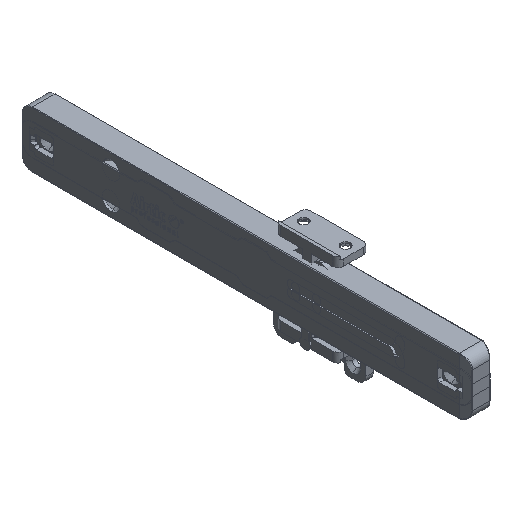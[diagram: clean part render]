
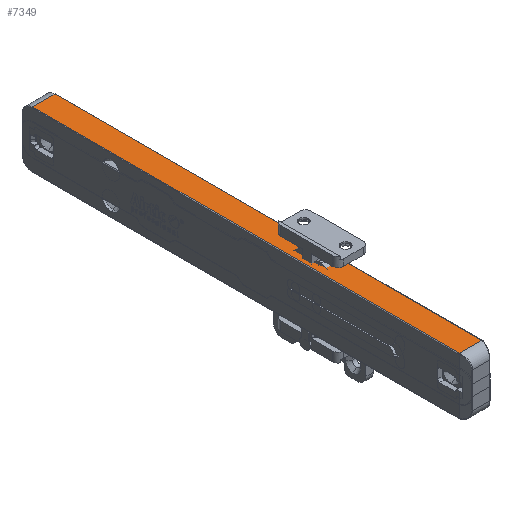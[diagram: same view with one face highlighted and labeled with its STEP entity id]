
A CAD part, isometric view. The second image highlights one B-rep face of the part: STEP entity #7349.
In plain terms, the highlighted planar face has unit normal (0, 0, 1).
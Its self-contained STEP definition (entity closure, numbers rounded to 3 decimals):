
#568 = VECTOR ( 'NONE', #4674, 1000. ) ;
#597 = LINE ( 'NONE', #5096, #568 ) ;
#1944 = ORIENTED_EDGE ( 'NONE', *, *, #23728, .T. ) ;
#4674 = DIRECTION ( 'NONE',  ( 0., -1., 0. ) ) ;
#5096 = CARTESIAN_POINT ( 'NONE',  ( -101.6, -10.2, 12. ) ) ;
#5974 = DIRECTION ( 'NONE',  ( 1., 0., 0. ) ) ;
#6038 = CARTESIAN_POINT ( 'NONE',  ( -60.25, -10.9, 12. ) ) ;
#7296 = VECTOR ( 'NONE', #5974, 1000. ) ;
#7349 = ADVANCED_FACE ( 'NONE', ( #13448 ), #9602, .F. ) ;
#7353 = LINE ( 'NONE', #6038, #7296 ) ;
#8005 = VERTEX_POINT ( 'NONE', #27682 ) ;
#8723 = AXIS2_PLACEMENT_3D ( 'NONE', #10218, #9567, #9508 ) ;
#9008 = EDGE_CURVE ( 'NONE', #15993, #23150, #7353, .T. ) ;
#9178 = CARTESIAN_POINT ( 'NONE',  ( 101.6, -10.9, 12. ) ) ;
#9508 = DIRECTION ( 'NONE',  ( -1., 0., 0. ) ) ;
#9567 = DIRECTION ( 'NONE',  ( 0., 0., -1. ) ) ;
#9602 = PLANE ( 'NONE',  #8723 ) ;
#10218 = CARTESIAN_POINT ( 'NONE',  ( 3.38, 38.003, 12. ) ) ;
#10809 = EDGE_CURVE ( 'NONE', #12226, #15993, #597, .T. ) ;
#10997 = ORIENTED_EDGE ( 'NONE', *, *, #11575, .F. ) ;
#11575 = EDGE_CURVE ( 'NONE', #12226, #8005, #26472, .T. ) ;
#12226 = VERTEX_POINT ( 'NONE', #20131 ) ;
#13099 = ORIENTED_EDGE ( 'NONE', *, *, #10809, .T. ) ;
#13448 = FACE_OUTER_BOUND ( 'NONE', #17045, .T. ) ;
#14459 = VECTOR ( 'NONE', #24401, 1000. ) ;
#14539 = LINE ( 'NONE', #25244, #14459 ) ;
#15880 = CARTESIAN_POINT ( 'NONE',  ( -60.25, -0.3, 12. ) ) ;
#15993 = VERTEX_POINT ( 'NONE', #18442 ) ;
#17045 = EDGE_LOOP ( 'NONE', ( #1944, #10997, #13099, #20221 ) ) ;
#17408 = DIRECTION ( 'NONE',  ( 1., 0., 0. ) ) ;
#18442 = CARTESIAN_POINT ( 'NONE',  ( -101.6, -10.9, 12. ) ) ;
#20131 = CARTESIAN_POINT ( 'NONE',  ( -101.6, -0.3, 12. ) ) ;
#20221 = ORIENTED_EDGE ( 'NONE', *, *, #9008, .T. ) ;
#23150 = VERTEX_POINT ( 'NONE', #9178 ) ;
#23728 = EDGE_CURVE ( 'NONE', #23150, #8005, #14539, .T. ) ;
#24401 = DIRECTION ( 'NONE',  ( 0., 1., 0. ) ) ;
#25244 = CARTESIAN_POINT ( 'NONE',  ( 101.6, -10.2, 12. ) ) ;
#26472 = LINE ( 'NONE', #15880, #26553 ) ;
#26553 = VECTOR ( 'NONE', #17408, 1000. ) ;
#27682 = CARTESIAN_POINT ( 'NONE',  ( 101.6, -0.3, 12. ) ) ;
